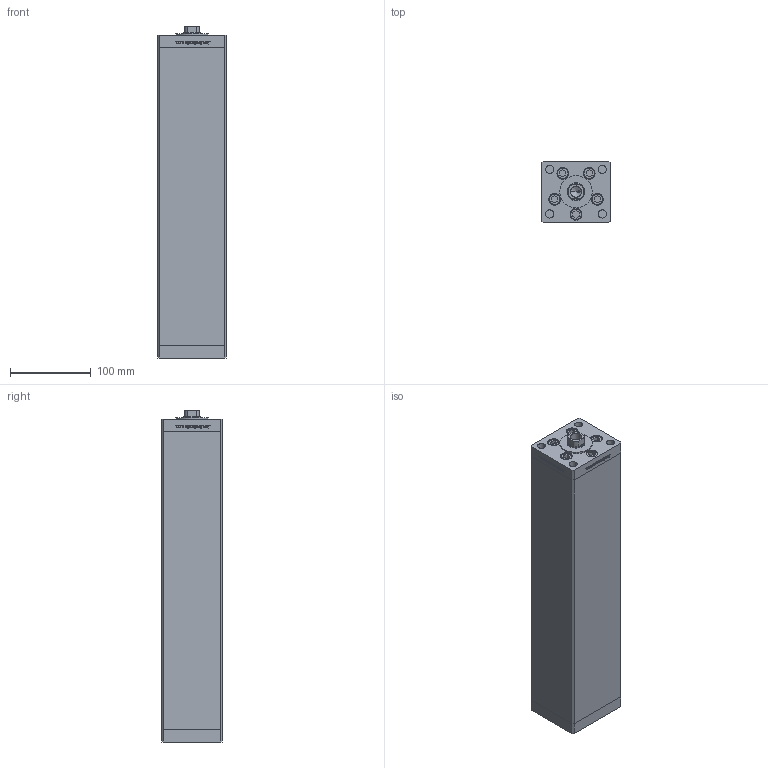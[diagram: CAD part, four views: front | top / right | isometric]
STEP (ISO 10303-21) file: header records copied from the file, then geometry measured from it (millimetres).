
FILE_DESCRIPTION (( 'STEP AP203' ), '1' );
FILE_NAME ('99a8.STEP', '2024-09-05T10:27:29', ( '' ), ( '' ), 'SwSTEP 2.0', 'SolidWorks 2019', '' );
FILE_SCHEMA (( 'CONFIG_CONTROL_DESIGN' ));
Length unit declared in the file: millimetre
Products named in the file (6): 99a8; V220C_VC_B 5ab20842aab54f9cc92cf39c8a1ba88c; V220C_FRONT_B 5ab20842aab54f9cc92cf39c8a1ba88c; V220C_B MIDDLE 5ab20842aab54f9cc92cf39c8a1ba88c; ALLEN BOLT 5ab20842aab54f9cc92cf39c8a1ba88c; V220C BACK_B 5ab20842aab54f9cc92cf39c8a1ba88c
Assembly tree (14 placements, depth 2):
  99a8
    V220C_B MIDDLE 5ab20842aab54f9cc92cf39c8a1ba88c
    V220C BACK_B 5ab20842aab54f9cc92cf39c8a1ba88c
    V220C_FRONT_B 5ab20842aab54f9cc92cf39c8a1ba88c
    V220C_VC_B 5ab20842aab54f9cc92cf39c8a1ba88c
    ALLEN BOLT 5ab20842aab54f9cc92cf39c8a1ba88c  x10
Bounding box: 85 x 75 x 410 mm (x, y, z)
Volume: 2180681.7 mm3; surface area: 276780.6 mm2
Topology: 14 solids, 14 shells, 1173 faces, 2933 edges, 1923 vertices
Faces by surface type: bspline 484, plane 460, cylinder 139, cone 46, torus 44
Entity records: 51821 total; most frequent: CARTESIAN_POINT 30152, ORIENTED_EDGE 5034, DIRECTION 2787, EDGE_CURVE 2517, VERTEX_POINT 1671, LINE 1311, VECTOR 1311, EDGE_LOOP 1134
